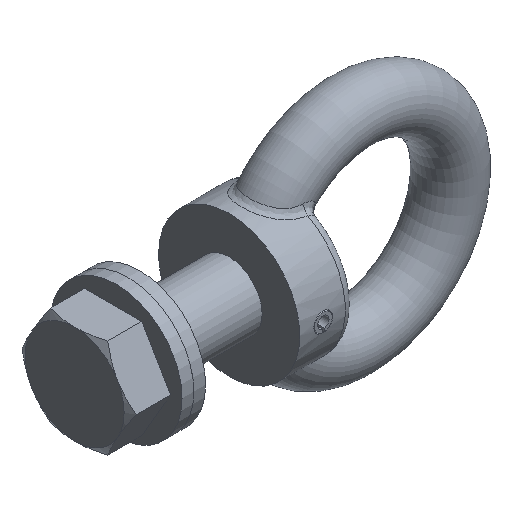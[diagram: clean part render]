
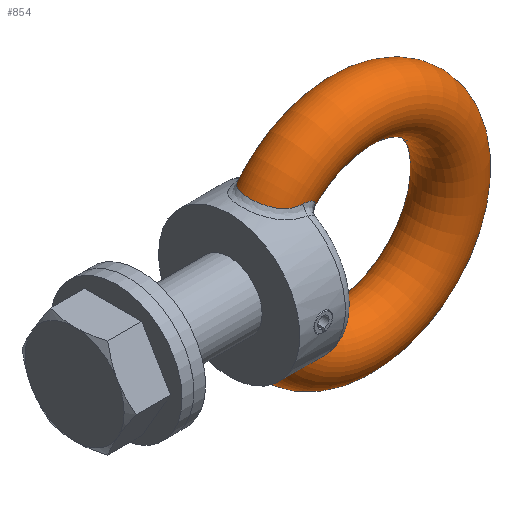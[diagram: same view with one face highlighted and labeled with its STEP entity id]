
A CAD part, isometric view. The second image highlights one B-rep face of the part: STEP entity #854.
In plain terms, the highlighted toroidal (fillet/blend) face has major radius 21 mm and minor radius 6 mm.
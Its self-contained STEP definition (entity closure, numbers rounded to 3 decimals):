
#29=TOROIDAL_SURFACE('',#947,21.,6.);
#41=B_SPLINE_CURVE_WITH_KNOTS('',3,(#1352,#1353,#1354,#1355,#1356),
 .UNSPECIFIED.,.F.,.F.,(4,1,4),(0.,0.206,0.48),
 .UNSPECIFIED.);
#44=B_SPLINE_CURVE_WITH_KNOTS('',3,(#1415,#1416,#1417,#1418,#1419,#1420,
#1421,#1422,#1423,#1424),.UNSPECIFIED.,.F.,.F.,(4,1,1,1,1,1,1,4),(0.,0.339,
0.679,1.018,1.358,1.697,2.036,
2.376),.UNSPECIFIED.);
#45=B_SPLINE_CURVE_WITH_KNOTS('',3,(#1476,#1477,#1478,#1479,#1480,#1481,
#1482),.UNSPECIFIED.,.F.,.F.,(4,1,1,1,4),(0.,0.268,0.536,
0.805,0.938),.UNSPECIFIED.);
#46=B_SPLINE_CURVE_WITH_KNOTS('',3,(#1484,#1485,#1486,#1487,#1488,#1489,
#1490),.UNSPECIFIED.,.F.,.F.,(4,1,1,1,4),(0.938,1.073,
1.341,1.609,1.878),.UNSPECIFIED.);
#48=B_SPLINE_CURVE_WITH_KNOTS('',3,(#1522,#1523,#1524,#1525,#1526),
 .UNSPECIFIED.,.F.,.F.,(4,1,4),(0.,0.206,
0.48),.UNSPECIFIED.);
#53=B_SPLINE_CURVE_WITH_KNOTS('',3,(#1648,#1649,#1650,#1651,#1652),
 .UNSPECIFIED.,.F.,.F.,(4,1,4),(0.,0.274,0.48),
 .UNSPECIFIED.);
#54=B_SPLINE_CURVE_WITH_KNOTS('',3,(#1706,#1707,#1708,#1709,#1710,#1711,
#1712),.UNSPECIFIED.,.F.,.F.,(4,1,1,1,4),(0.,0.268,0.536,
0.805,0.94),.UNSPECIFIED.);
#55=B_SPLINE_CURVE_WITH_KNOTS('',3,(#1713,#1714,#1715,#1716,#1717,#1718,
#1719),.UNSPECIFIED.,.F.,.F.,(4,1,1,1,4),(0.939,1.073,
1.341,1.609,1.878),.UNSPECIFIED.);
#56=B_SPLINE_CURVE_WITH_KNOTS('',3,(#1762,#1763,#1764,#1765,#1766,#1767,
#1768,#1769,#1770,#1771),.UNSPECIFIED.,.F.,.F.,(4,1,1,1,1,1,1,4),(0.,
0.339,0.679,1.018,1.358,1.697,
2.036,2.376),.UNSPECIFIED.);
#58=B_SPLINE_CURVE_WITH_KNOTS('',3,(#1802,#1803,#1804,#1805,#1806),
 .UNSPECIFIED.,.F.,.F.,(4,1,4),(0.,0.274,
0.48),.UNSPECIFIED.);
#109=CIRCLE('',#948,15.);
#165=FACE_OUTER_BOUND('',#220,.T.);
#220=EDGE_LOOP('',(#631,#632,#633,#634,#635,#636,#637,#638,#639,#640,#641,
#642));
#349=VERTEX_POINT('',#1342);
#351=VERTEX_POINT('',#1350);
#354=VERTEX_POINT('',#1413);
#355=VERTEX_POINT('',#1475);
#356=VERTEX_POINT('',#1483);
#361=VERTEX_POINT('',#1644);
#362=VERTEX_POINT('',#1646);
#363=VERTEX_POINT('',#1703);
#364=VERTEX_POINT('',#1705);
#365=VERTEX_POINT('',#1760);
#439=EDGE_CURVE('',#351,#349,#41,.T.);
#443=EDGE_CURVE('',#354,#351,#44,.T.);
#444=EDGE_CURVE('',#349,#355,#45,.T.);
#445=EDGE_CURVE('',#355,#356,#46,.T.);
#448=EDGE_CURVE('',#356,#354,#48,.T.);
#458=EDGE_CURVE('',#362,#361,#53,.T.);
#460=EDGE_CURVE('',#363,#364,#54,.T.);
#461=EDGE_CURVE('',#364,#362,#55,.T.);
#463=EDGE_CURVE('',#361,#365,#56,.T.);
#465=EDGE_CURVE('',#365,#363,#58,.T.);
#466=EDGE_CURVE('',#364,#355,#109,.T.);
#631=ORIENTED_EDGE('',*,*,#458,.F.);
#632=ORIENTED_EDGE('',*,*,#461,.F.);
#633=ORIENTED_EDGE('',*,*,#466,.T.);
#634=ORIENTED_EDGE('',*,*,#444,.F.);
#635=ORIENTED_EDGE('',*,*,#439,.F.);
#636=ORIENTED_EDGE('',*,*,#443,.F.);
#637=ORIENTED_EDGE('',*,*,#448,.F.);
#638=ORIENTED_EDGE('',*,*,#445,.F.);
#639=ORIENTED_EDGE('',*,*,#466,.F.);
#640=ORIENTED_EDGE('',*,*,#460,.F.);
#641=ORIENTED_EDGE('',*,*,#465,.F.);
#642=ORIENTED_EDGE('',*,*,#463,.F.);
#854=ADVANCED_FACE('',(#165),#29,.T.);
#947=AXIS2_PLACEMENT_3D('',#1808,#1105,#1106);
#948=AXIS2_PLACEMENT_3D('',#1809,#1107,#1108);
#1105=DIRECTION('center_axis',(0.,1.,0.));
#1106=DIRECTION('ref_axis',(1.,0.,0.));
#1107=DIRECTION('center_axis',(0.,-1.,0.));
#1108=DIRECTION('ref_axis',(1.,0.,0.));
#1342=CARTESIAN_POINT('',(36.788,5.491,13.066));
#1350=CARTESIAN_POINT('',(33.872,5.929,14.843));
#1352=CARTESIAN_POINT('Ctrl Pts',(33.872,5.929,14.843));
#1353=CARTESIAN_POINT('Ctrl Pts',(34.45,5.991,14.885));
#1354=CARTESIAN_POINT('Ctrl Pts',(35.765,6.064,14.625));
#1355=CARTESIAN_POINT('Ctrl Pts',(36.6,5.751,13.714));
#1356=CARTESIAN_POINT('Ctrl Pts',(36.788,5.491,13.066));
#1413=CARTESIAN_POINT('',(33.872,-5.929,14.843));
#1415=CARTESIAN_POINT('Ctrl Pts',(33.872,-5.929,14.843));
#1416=CARTESIAN_POINT('Ctrl Pts',(32.919,-5.828,14.773));
#1417=CARTESIAN_POINT('Ctrl Pts',(31.09,-5.376,14.818));
#1418=CARTESIAN_POINT('Ctrl Pts',(29.081,-3.695,15.377));
#1419=CARTESIAN_POINT('Ctrl Pts',(28.086,-1.313,15.848));
#1420=CARTESIAN_POINT('Ctrl Pts',(28.085,1.31,15.846));
#1421=CARTESIAN_POINT('Ctrl Pts',(29.082,3.691,15.379));
#1422=CARTESIAN_POINT('Ctrl Pts',(31.082,5.373,14.818));
#1423=CARTESIAN_POINT('Ctrl Pts',(32.919,5.828,14.773));
#1424=CARTESIAN_POINT('Ctrl Pts',(33.872,5.929,14.843));
#1475=CARTESIAN_POINT('',(38.332,0.,9.425));
#1476=CARTESIAN_POINT('Ctrl Pts',(36.788,5.491,13.066));
#1477=CARTESIAN_POINT('Ctrl Pts',(36.972,5.238,12.432));
#1478=CARTESIAN_POINT('Ctrl Pts',(37.358,4.533,11.233));
#1479=CARTESIAN_POINT('Ctrl Pts',(37.931,2.962,9.966));
#1480=CARTESIAN_POINT('Ctrl Pts',(38.279,1.344,9.493));
#1481=CARTESIAN_POINT('Ctrl Pts',(38.331,0.335,9.423));
#1482=CARTESIAN_POINT('Ctrl Pts',(38.331,0.,
9.424));
#1483=CARTESIAN_POINT('',(36.788,-5.491,13.066));
#1484=CARTESIAN_POINT('Ctrl Pts',(38.331,0.,
9.424));
#1485=CARTESIAN_POINT('Ctrl Pts',(38.331,-0.339,9.424));
#1486=CARTESIAN_POINT('Ctrl Pts',(38.279,-1.352,9.496));
#1487=CARTESIAN_POINT('Ctrl Pts',(37.93,-2.968,9.97));
#1488=CARTESIAN_POINT('Ctrl Pts',(37.353,-4.544,11.247));
#1489=CARTESIAN_POINT('Ctrl Pts',(36.972,-5.238,12.432));
#1490=CARTESIAN_POINT('Ctrl Pts',(36.788,-5.491,13.066));
#1522=CARTESIAN_POINT('Ctrl Pts',(36.788,-5.491,13.066));
#1523=CARTESIAN_POINT('Ctrl Pts',(36.647,-5.686,13.551));
#1524=CARTESIAN_POINT('Ctrl Pts',(35.937,-6.047,14.522));
#1525=CARTESIAN_POINT('Ctrl Pts',(34.643,-6.011,14.899));
#1526=CARTESIAN_POINT('Ctrl Pts',(33.872,-5.929,14.843));
#1644=CARTESIAN_POINT('',(33.872,5.929,-14.843));
#1646=CARTESIAN_POINT('',(36.788,5.491,-13.066));
#1648=CARTESIAN_POINT('Ctrl Pts',(36.788,5.491,-13.066));
#1649=CARTESIAN_POINT('Ctrl Pts',(36.6,5.751,-13.714));
#1650=CARTESIAN_POINT('Ctrl Pts',(35.765,6.064,-14.625));
#1651=CARTESIAN_POINT('Ctrl Pts',(34.45,5.991,-14.885));
#1652=CARTESIAN_POINT('Ctrl Pts',(33.872,5.929,-14.843));
#1703=CARTESIAN_POINT('',(36.788,-5.491,-13.066));
#1705=CARTESIAN_POINT('',(38.332,0.,-9.425));
#1706=CARTESIAN_POINT('Ctrl Pts',(36.788,-5.491,-13.066));
#1707=CARTESIAN_POINT('Ctrl Pts',(36.972,-5.238,-12.432));
#1708=CARTESIAN_POINT('Ctrl Pts',(37.354,-4.541,-11.245));
#1709=CARTESIAN_POINT('Ctrl Pts',(37.928,-2.971,-9.97));
#1710=CARTESIAN_POINT('Ctrl Pts',(38.277,-1.354,-9.495));
#1711=CARTESIAN_POINT('Ctrl Pts',(38.33,-0.339,-9.424));
#1712=CARTESIAN_POINT('Ctrl Pts',(38.33,0.,-9.424));
#1713=CARTESIAN_POINT('Ctrl Pts',(38.33,0.,
-9.424));
#1714=CARTESIAN_POINT('Ctrl Pts',(38.331,0.336,-9.424));
#1715=CARTESIAN_POINT('Ctrl Pts',(38.279,1.346,-9.495));
#1716=CARTESIAN_POINT('Ctrl Pts',(37.932,2.96,-9.967));
#1717=CARTESIAN_POINT('Ctrl Pts',(37.358,4.533,-11.234));
#1718=CARTESIAN_POINT('Ctrl Pts',(36.972,5.238,-12.432));
#1719=CARTESIAN_POINT('Ctrl Pts',(36.788,5.491,-13.066));
#1760=CARTESIAN_POINT('',(33.872,-5.929,-14.843));
#1762=CARTESIAN_POINT('Ctrl Pts',(33.872,5.929,-14.843));
#1763=CARTESIAN_POINT('Ctrl Pts',(32.919,5.828,-14.773));
#1764=CARTESIAN_POINT('Ctrl Pts',(31.082,5.373,-14.818));
#1765=CARTESIAN_POINT('Ctrl Pts',(29.082,3.691,-15.379));
#1766=CARTESIAN_POINT('Ctrl Pts',(28.085,1.31,-15.846));
#1767=CARTESIAN_POINT('Ctrl Pts',(28.086,-1.313,-15.848));
#1768=CARTESIAN_POINT('Ctrl Pts',(29.081,-3.695,-15.377));
#1769=CARTESIAN_POINT('Ctrl Pts',(31.09,-5.376,-14.818));
#1770=CARTESIAN_POINT('Ctrl Pts',(32.919,-5.828,-14.773));
#1771=CARTESIAN_POINT('Ctrl Pts',(33.872,-5.929,-14.843));
#1802=CARTESIAN_POINT('Ctrl Pts',(33.872,-5.929,-14.843));
#1803=CARTESIAN_POINT('Ctrl Pts',(34.643,-6.011,-14.899));
#1804=CARTESIAN_POINT('Ctrl Pts',(35.944,-6.046,-14.518));
#1805=CARTESIAN_POINT('Ctrl Pts',(36.647,-5.686,-13.552));
#1806=CARTESIAN_POINT('Ctrl Pts',(36.788,-5.491,-13.066));
#1808=CARTESIAN_POINT('Origin',(50.001,0.,0.));
#1809=CARTESIAN_POINT('Origin',(50.001,0.,0.));
